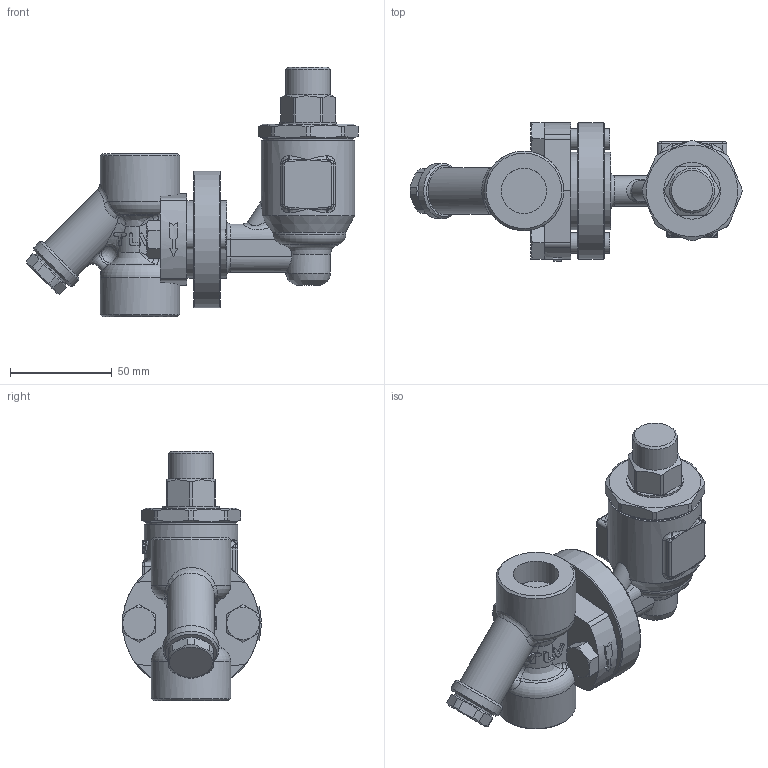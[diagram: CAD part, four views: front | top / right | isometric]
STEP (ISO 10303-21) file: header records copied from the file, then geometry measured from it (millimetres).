
FILE_DESCRIPTION((''),'2;1');
FILE_NAME('fx100-015-sw000-00.stp','2010-07-21T13:36:09',('nakaot'),(''),'Autodesk Inventor 2008','Autodesk Inventor 2008','');
FILE_SCHEMA(('AUTOMOTIVE_DESIGN { 1 0 10303 214 1 1 1 1 }'));
Length unit declared in the file: millimetre
Products named in the file (1): fx100-015-sw000-00
Bounding box: 162.88 x 68 x 122.5 mm (x, y, z)
Volume: 299820.3 mm3; surface area: 48111.5 mm2
Topology: 1 solids, 1 shells, 334 faces, 842 edges, 519 vertices
Faces by surface type: bspline 115, plane 98, cylinder 87, cone 21, torus 13
Full cylindrical faces by diameter (mm): 10 x2, 10.5 x1, 21 x1, 22 x2, 22.2 x1, 23 x1, 27 x1, 27.8 x1, 38 x2, 39 x2, 44 x1, 46 x1, 67 x1
Entity records: 21128 total; most frequent: CARTESIAN_POINT 14130, ORIENTED_EDGE 1570, DIRECTION 1223, EDGE_CURVE 785, VERTEX_POINT 508, AXIS2_PLACEMENT_3D 496, EDGE_LOOP 393, FACE_OUTER_BOUND 334
